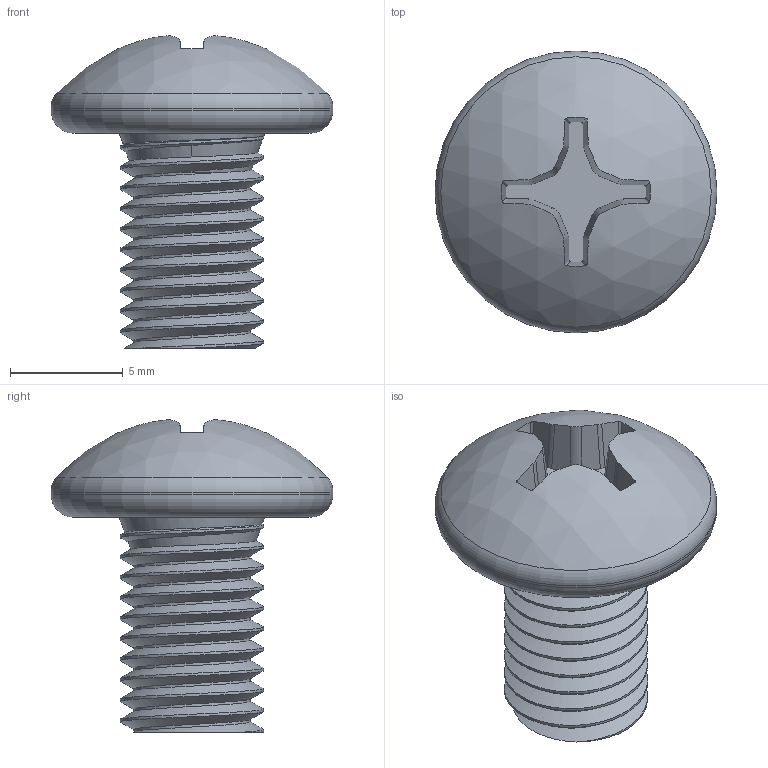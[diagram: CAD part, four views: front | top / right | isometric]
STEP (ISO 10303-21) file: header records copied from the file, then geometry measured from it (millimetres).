
FILE_DESCRIPTION(/* description */ (''),/* implementation_level */ '2;1');
FILE_NAME(/* name */ 'MH108-45B.stp',/* time_stamp */ '2026-01-15T11:56:47-05:00',/* author */ ('cthayer'),/* organization */ ('CONNECTION TECHNOLOGY CENTER'),/* preprocessor_version */ 'ST-DEVELOPER v20',/* originating_system */ 'Autodesk Inventor 2025',/* authorisation */ '');
FILE_SCHEMA (('AUTOMOTIVE_DESIGN { 1 0 10303 214 3 1 1 }'));
Length unit declared in the file: inch
Products named in the file (1): MH108-45B
Bounding box: 12.5 x 12.5 x 13.84 mm (x, y, z)
Volume: 584.9 mm3; surface area: 646.4 mm2
Topology: 1 solids, 1 shells, 78 faces, 215 edges, 142 vertices
Faces by surface type: cylinder 35, plane 20, bspline 11, cone 9, torus 2, sphere 1
Full cylindrical faces by diameter (mm): 5.172 x8, 6.35 x9, 6.731 x1, 12.497 x1
Entity records: 4777 total; most frequent: CARTESIAN_POINT 2836, ORIENTED_EDGE 430, DIRECTION 346, EDGE_CURVE 215, VERTEX_POINT 142, AXIS2_PLACEMENT_3D 140, EDGE_LOOP 81, FACE_OUTER_BOUND 78
